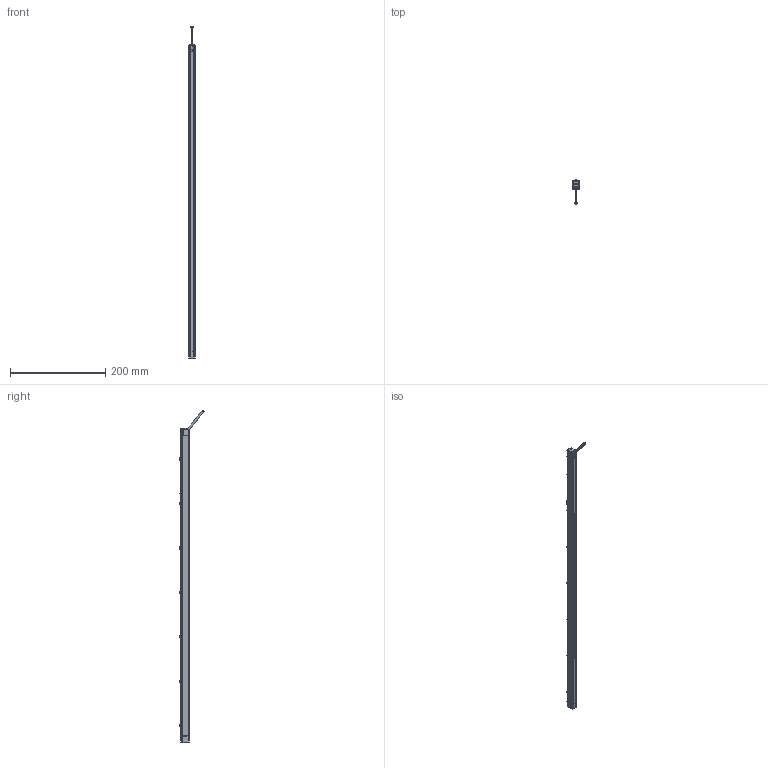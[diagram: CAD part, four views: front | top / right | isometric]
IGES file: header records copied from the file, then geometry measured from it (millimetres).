
Start section:  PTC IGES file: 218898.igs
Global section: file name: 218898.igs; native system: Creo Parametric by PTC Inc.; preprocessor: 2019292; author: PDMAdmin; organization: Unknown; date: 20200807.074141; units: millimetre
Bounding box: 13.51 x 50.85 x 696.06 mm (x, y, z)
Volume: 57556.2 mm3; surface area: 403863 mm2
Topology: 24 solids, 26 shells, 3210 faces, 18789 edges, 25394 vertices
Faces by surface type: bspline 2088, revolution 1094, extrusion 28
